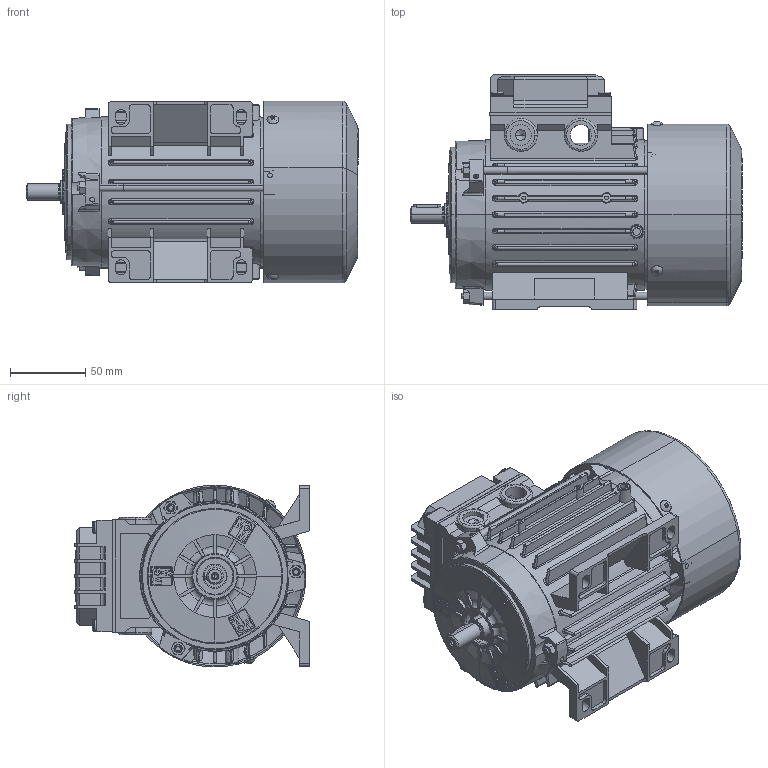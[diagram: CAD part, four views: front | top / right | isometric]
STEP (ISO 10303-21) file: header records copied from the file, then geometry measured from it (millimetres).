
FILE_DESCRIPTION (( 'STEP AP214' ), '1' );
FILE_NAME ('0NX5.STEP', '2024-04-23T21:16:04', ( '' ), ( '' ), 'SwSTEP 2.0', 'SolidWorks 2021', '' );
FILE_SCHEMA (( 'AUTOMOTIVE_DESIGN' ));
Length unit declared in the file: inch
Products named in the file (1): 0NX5
Bounding box: 220.5 x 156.5 x 120.81 mm (x, y, z)
Volume: 482071.5 mm3; surface area: 324087.5 mm2
Topology: 24 solids, 24 shells, 3325 faces, 9111 edges, 5828 vertices
Faces by surface type: plane 1275, cylinder 1061, torus 396, cone 332, bspline 185, sphere 76
Entity records: 123277 total; most frequent: CARTESIAN_POINT 42906, ORIENTED_EDGE 17960, DIRECTION 15388, EDGE_CURVE 8980, AXIS2_PLACEMENT_3D 5903, VERTEX_POINT 5779, EDGE_LOOP 3595, VECTOR 3582
